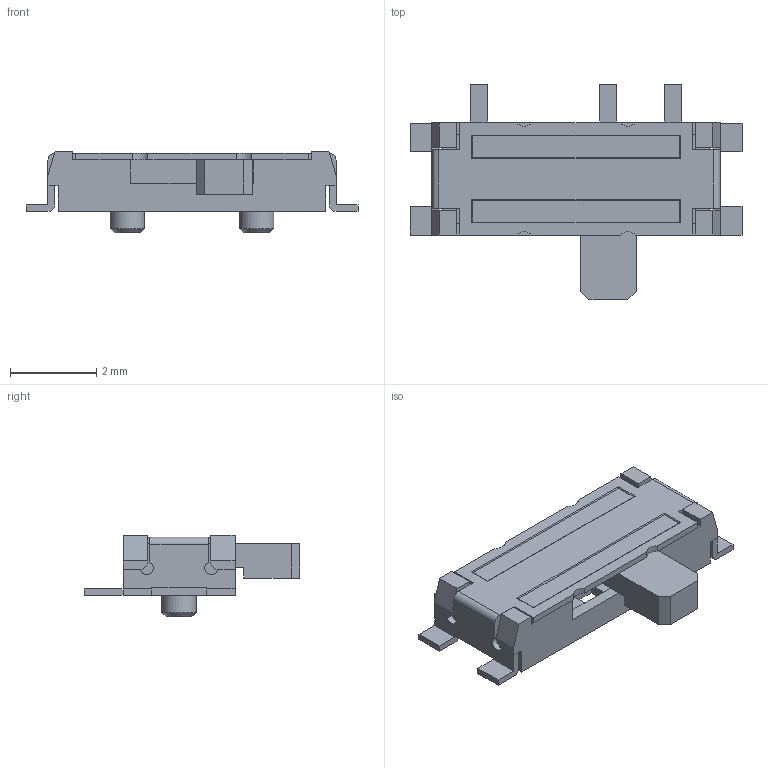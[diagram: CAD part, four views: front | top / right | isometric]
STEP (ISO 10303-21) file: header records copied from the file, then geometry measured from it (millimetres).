
FILE_DESCRIPTION(/* description */ (''),/* implementation_level */ '2;1');
FILE_NAME(/* name */ 'C_K - PCM12SMTR.step',/* time_stamp */ '2020-03-31T23:00:53+01:00',/* author */ (''),/* organization */ (''),/* preprocessor_version */ 'ST-DEVELOPER v18',/* originating_system */ 'Autodesk Translation Framework v8.12.0.6',/* authorisation */ '');
FILE_SCHEMA (('AUTOMOTIVE_DESIGN { 1 0 10303 214 3 1 1 }'));
Length unit declared in the file: millimetre
Products named in the file (2): C_K - PCM12SMTR; 1
Assembly tree (1 placements, depth 2):
  C_K - PCM12SMTR
    1
Bounding box: 7.7 x 5 x 1.9 mm (x, y, z)
Volume: 15.6 mm3; surface area: 121.8 mm2
Topology: 1 solids, 1 shells, 174 faces, 506 edges, 320 vertices
Faces by surface type: plane 142, cylinder 30, cone 2
Full cylindrical faces by diameter (mm): 0.8 x2
Entity records: 5808 total; most frequent: ORIENTED_EDGE 1012, CARTESIAN_POINT 1003, DIRECTION 920, EDGE_CURVE 506, LINE 446, VECTOR 446, VERTEX_POINT 320, AXIS2_PLACEMENT_3D 237
